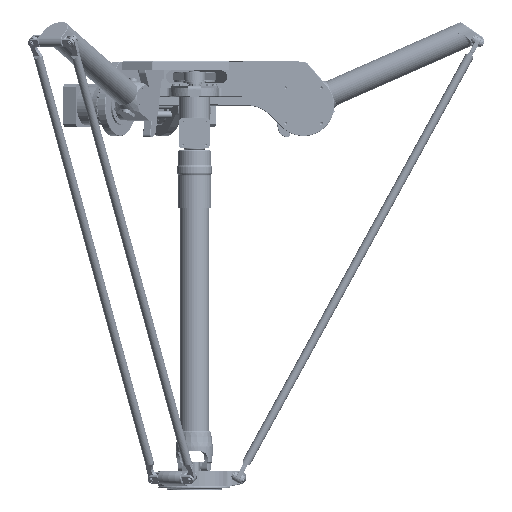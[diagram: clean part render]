
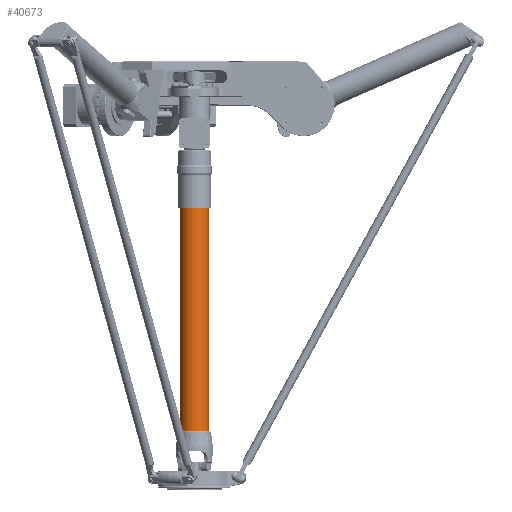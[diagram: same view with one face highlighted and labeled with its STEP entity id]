
A CAD part, front view. The second image highlights one B-rep face of the part: STEP entity #40673.
In plain terms, the highlighted cylindrical face has radius 33.5 mm (diameter 67 mm), a full revolution.
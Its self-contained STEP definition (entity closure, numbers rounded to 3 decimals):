
#1833=FACE_BOUND('',#8501,.T.);
#5266=FACE_OUTER_BOUND('',#8500,.T.);
#8500=EDGE_LOOP('',(#34792));
#8501=EDGE_LOOP('',(#34793));
#10494=CIRCLE('',#44815,33.5);
#10525=CIRCLE('',#44894,33.5);
#19978=VERTEX_POINT('',#75392);
#20040=VERTEX_POINT('',#75729);
#24945=EDGE_CURVE('',#19978,#19978,#10494,.T.);
#25040=EDGE_CURVE('',#20040,#20040,#10525,.T.);
#34792=ORIENTED_EDGE('',*,*,#24945,.F.);
#34793=ORIENTED_EDGE('',*,*,#25040,.T.);
#37418=CYLINDRICAL_SURFACE('',#44907,33.5);
#40673=ADVANCED_FACE('',(#5266,#1833),#37418,.T.);
#44815=AXIS2_PLACEMENT_3D('',#75393,#55270,#55271);
#44894=AXIS2_PLACEMENT_3D('',#75730,#55472,#55473);
#44907=AXIS2_PLACEMENT_3D('',#75747,#55498,#55499);
#55270=DIRECTION('center_axis',(0.,-1.,0.));
#55271=DIRECTION('ref_axis',(1.,0.,0.));
#55472=DIRECTION('center_axis',(0.,-1.,0.));
#55473=DIRECTION('ref_axis',(1.,0.,0.));
#55498=DIRECTION('center_axis',(0.,-1.,0.));
#55499=DIRECTION('ref_axis',(1.,0.,0.));
#75392=CARTESIAN_POINT('',(33.5,0.,0.));
#75393=CARTESIAN_POINT('Origin',(0.,0.,0.));
#75729=CARTESIAN_POINT('',(33.5,510.07,0.));
#75730=CARTESIAN_POINT('Origin',(0.,510.07,0.));
#75747=CARTESIAN_POINT('Origin',(0.,255.035,0.));
